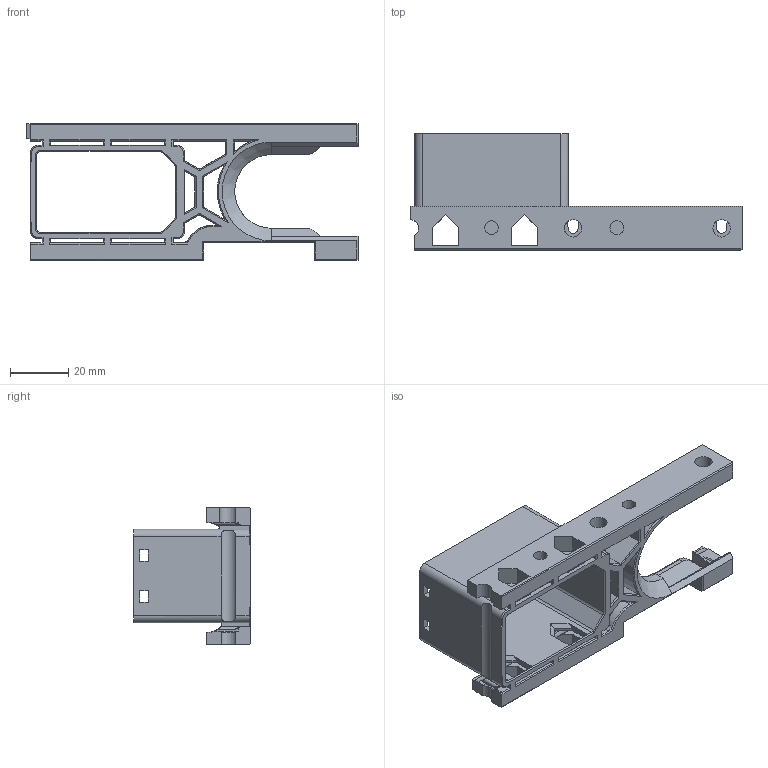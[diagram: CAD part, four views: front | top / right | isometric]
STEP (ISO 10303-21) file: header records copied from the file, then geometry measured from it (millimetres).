
FILE_DESCRIPTION (( 'STEP AP214' ), '1' );
FILE_NAME ('new_front_rear_skirt_two_piece_b.STEP', '2021-10-23T18:17:43', ( '' ), ( '' ), 'SwSTEP 2.0', 'SolidWorks 2021', '' );
FILE_SCHEMA (( 'AUTOMOTIVE_DESIGN' ));
Length unit declared in the file: millimetre
Products named in the file (1): new_front_rear_skirt_two_piece_b
Bounding box: 114 x 40 x 47 mm (x, y, z)
Volume: 32581 mm3; surface area: 24189.5 mm2
Topology: 1 solids, 1 shells, 360 faces, 1010 edges, 634 vertices
Faces by surface type: plane 240, cylinder 61, bspline 27, cone 23, torus 9
Entity records: 12515 total; most frequent: CARTESIAN_POINT 3441, ORIENTED_EDGE 2008, DIRECTION 1724, EDGE_CURVE 1004, VECTOR 716, LINE 716, VERTEX_POINT 634, AXIS2_PLACEMENT_3D 504
